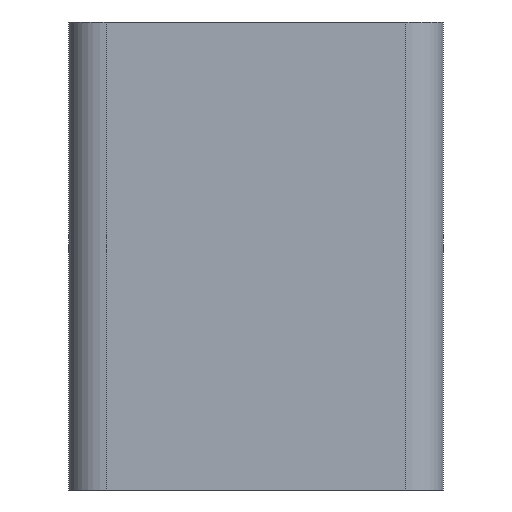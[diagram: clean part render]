
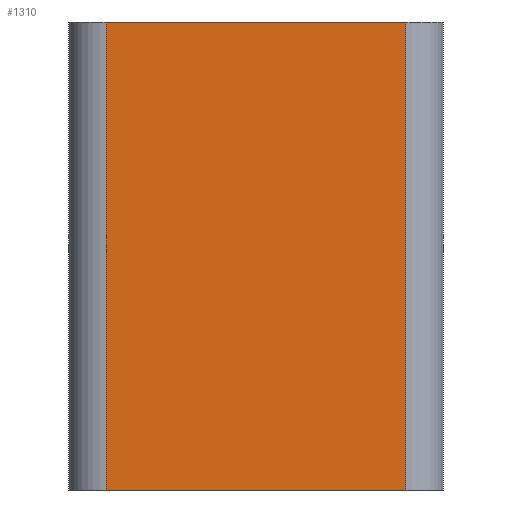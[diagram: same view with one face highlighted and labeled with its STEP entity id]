
A CAD part, left-side view. The second image highlights one B-rep face of the part: STEP entity #1310.
In plain terms, the highlighted planar face has unit normal (-1, 0, 0).
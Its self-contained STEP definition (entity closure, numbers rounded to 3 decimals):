
#118 = DIRECTION ( 'NONE',  ( 0., 1., 0. ) ) ;
#274 = LINE ( 'NONE', #5387, #6697 ) ;
#338 = DIRECTION ( 'NONE',  ( 0., 0., -1. ) ) ;
#471 = CARTESIAN_POINT ( 'NONE',  ( -40., 16., 25. ) ) ;
#601 = VERTEX_POINT ( 'NONE', #2494 ) ;
#1061 = ORIENTED_EDGE ( 'NONE', *, *, #6429, .F. ) ;
#1298 = EDGE_CURVE ( 'NONE', #8019, #2700, #8042, .T. ) ;
#1310 = ADVANCED_FACE ( 'NONE', ( #2315 ), #4871, .F. ) ;
#1685 = DIRECTION ( 'NONE',  ( 1., 0., 0. ) ) ;
#1699 = CARTESIAN_POINT ( 'NONE',  ( -40., -16., 25. ) ) ;
#1789 = AXIS2_PLACEMENT_3D ( 'NONE', #7421, #1685, #118 ) ;
#1894 = DIRECTION ( 'NONE',  ( 0., -1., 0. ) ) ;
#2285 = EDGE_CURVE ( 'NONE', #2700, #601, #5076, .T. ) ;
#2315 = FACE_OUTER_BOUND ( 'NONE', #7221, .T. ) ;
#2494 = CARTESIAN_POINT ( 'NONE',  ( -40., -16., -25. ) ) ;
#2633 = ORIENTED_EDGE ( 'NONE', *, *, #1298, .T. ) ;
#2700 = VERTEX_POINT ( 'NONE', #7695 ) ;
#4871 = PLANE ( 'NONE',  #1789 ) ;
#4965 = DIRECTION ( 'NONE',  ( 0., 0., -1. ) ) ;
#5076 = LINE ( 'NONE', #7629, #6502 ) ;
#5114 = VECTOR ( 'NONE', #4965, 1000. ) ;
#5387 = CARTESIAN_POINT ( 'NONE',  ( -40., 16., 25. ) ) ;
#5396 = VECTOR ( 'NONE', #338, 1000. ) ;
#5631 = LINE ( 'NONE', #1699, #5114 ) ;
#6081 = CARTESIAN_POINT ( 'NONE',  ( -40., 16., 25. ) ) ;
#6429 = EDGE_CURVE ( 'NONE', #8100, #601, #5631, .T. ) ;
#6502 = VECTOR ( 'NONE', #1894, 1000. ) ;
#6697 = VECTOR ( 'NONE', #7938, 1000. ) ;
#6794 = CARTESIAN_POINT ( 'NONE',  ( -40., -16., 25. ) ) ;
#7221 = EDGE_LOOP ( 'NONE', ( #8245, #1061, #7282, #2633 ) ) ;
#7282 = ORIENTED_EDGE ( 'NONE', *, *, #7523, .F. ) ;
#7421 = CARTESIAN_POINT ( 'NONE',  ( -40., 16., 25. ) ) ;
#7523 = EDGE_CURVE ( 'NONE', #8019, #8100, #274, .T. ) ;
#7629 = CARTESIAN_POINT ( 'NONE',  ( -40., 16., -25. ) ) ;
#7695 = CARTESIAN_POINT ( 'NONE',  ( -40., 16., -25. ) ) ;
#7938 = DIRECTION ( 'NONE',  ( 0., -1., 0. ) ) ;
#8019 = VERTEX_POINT ( 'NONE', #471 ) ;
#8042 = LINE ( 'NONE', #6081, #5396 ) ;
#8100 = VERTEX_POINT ( 'NONE', #6794 ) ;
#8245 = ORIENTED_EDGE ( 'NONE', *, *, #2285, .T. ) ;
